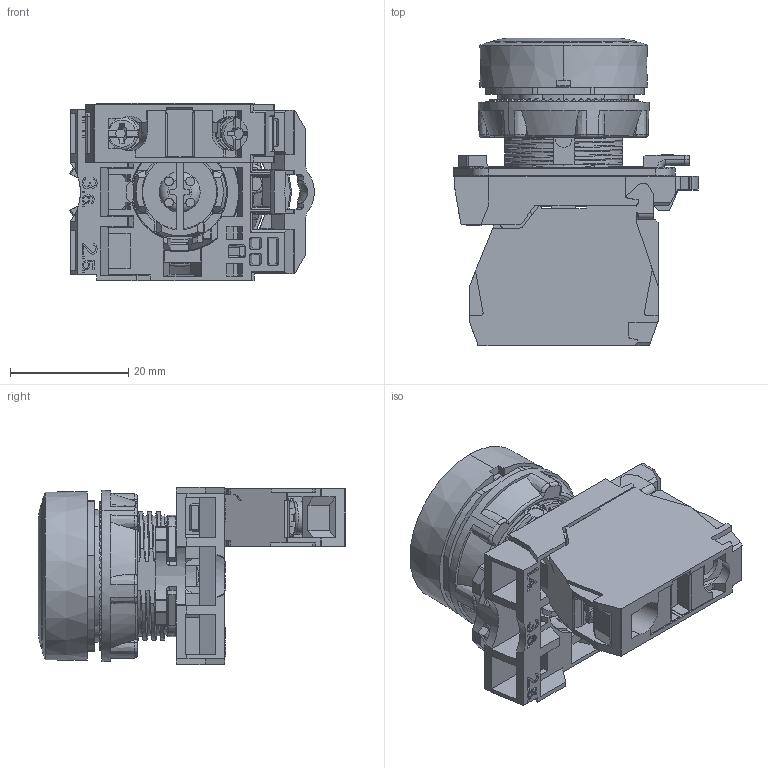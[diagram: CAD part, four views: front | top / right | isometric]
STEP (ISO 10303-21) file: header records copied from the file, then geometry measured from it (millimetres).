
FILE_DESCRIPTION((''),'2;1');
FILE_NAME('XB5AA31_ASM','2023-07-04T',('Administrator'),('zyb.com'),'PRO/ENGINEER BY PARAMETRIC TECHNOLOGY CORPORATION, 2010280','PRO/ENGINEER BY PARAMETRIC TECHNOLOGY CORPORATION, 2010280','');
FILE_SCHEMA(('AUTOMOTIVE_DESIGN { 1 0 10303 214 1 1 1 1 }'));
Length unit declared in the file: millimetre
Products named in the file (4): ZB5AZ009; ZBE101; ZB5AA3C; XB5AA31_ASM
Assembly tree (3 placements, depth 2):
  XB5AA31_ASM
    ZB5AZ009
    ZBE101
    ZB5AA3C
Bounding box: 41.43 x 52.1 x 30 mm (x, y, z)
Volume: 19551.8 mm3; surface area: 17487.3 mm2
Topology: 13 solids, 20 shells, 3393 faces, 9383 edges, 6065 vertices
Faces by surface type: plane 1881, cylinder 816, bspline 413, cone 150, torus 105, sphere 28
Entity records: 158309 total; most frequent: CARTESIAN_POINT 50605, ORIENTED_EDGE 18758, DIRECTION 15533, EDGE_CURVE 9379, VERTEX_POINT 6065, VECTOR 5885, LINE 5885, AXIS2_PLACEMENT_3D 4824
